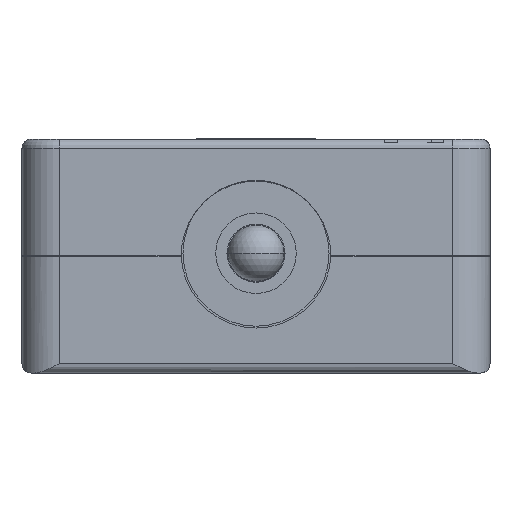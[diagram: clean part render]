
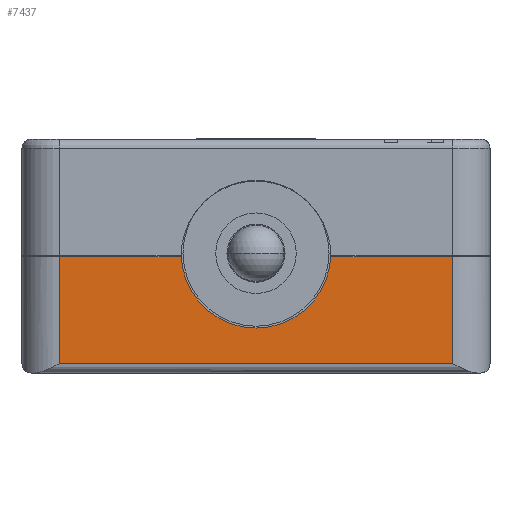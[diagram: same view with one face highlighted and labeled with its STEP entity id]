
A CAD part, front view. The second image highlights one B-rep face of the part: STEP entity #7437.
In plain terms, the highlighted face is planar.
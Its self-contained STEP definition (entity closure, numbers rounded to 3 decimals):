
#43 = PLANE ( 'NONE',  #4170 ) ;
#55 = DIRECTION ( 'NONE',  ( 0., 1., 0. ) ) ;
#86 = CARTESIAN_POINT ( 'NONE',  ( 10.5, 6.3, -34.8 ) ) ;
#179 = EDGE_CURVE ( 'NONE', #6315, #705, #391, .T. ) ;
#188 = FACE_OUTER_BOUND ( 'NONE', #2677, .T. ) ;
#236 = LINE ( 'NONE', #2513, #1581 ) ;
#334 = VERTEX_POINT ( 'NONE', #86 ) ;
#391 = LINE ( 'NONE', #6187, #6610 ) ;
#442 = CARTESIAN_POINT ( 'NONE',  ( 0., 6.4, -34.8 ) ) ;
#705 = VERTEX_POINT ( 'NONE', #1901 ) ;
#847 = EDGE_CURVE ( 'NONE', #7346, #7453, #2605, .T. ) ;
#1212 = LINE ( 'NONE', #4155, #5116 ) ;
#1230 = CARTESIAN_POINT ( 'NONE',  ( -12.5, 6.3, -34.8 ) ) ;
#1290 = VECTOR ( 'NONE', #6887, 1000. ) ;
#1581 = VECTOR ( 'NONE', #4833, 1000. ) ;
#1874 = DIRECTION ( 'NONE',  ( 0., 0., -1. ) ) ;
#1901 = CARTESIAN_POINT ( 'NONE',  ( -10.5, 0.5, -34.8 ) ) ;
#1965 = DIRECTION ( 'NONE',  ( 1., 0., 0. ) ) ;
#2161 = EDGE_CURVE ( 'NONE', #3189, #7453, #7074, .T. ) ;
#2268 = VECTOR ( 'NONE', #1965, 1000. ) ;
#2401 = CARTESIAN_POINT ( 'NONE',  ( -12.5, 0., -34.8 ) ) ;
#2513 = CARTESIAN_POINT ( 'NONE',  ( 10.5, 0.5, -34.8 ) ) ;
#2605 = LINE ( 'NONE', #5560, #2268 ) ;
#2637 = ORIENTED_EDGE ( 'NONE', *, *, #2161, .F. ) ;
#2677 = EDGE_LOOP ( 'NONE', ( #2851, #4566, #5371, #5091, #7164, #2637 ) ) ;
#2780 = DIRECTION ( 'NONE',  ( -1., 0., 0. ) ) ;
#2851 = ORIENTED_EDGE ( 'NONE', *, *, #6671, .T. ) ;
#2951 = LINE ( 'NONE', #1230, #1290 ) ;
#3189 = VERTEX_POINT ( 'NONE', #6788 ) ;
#3309 = EDGE_CURVE ( 'NONE', #705, #7346, #1212, .T. ) ;
#3583 = AXIS2_PLACEMENT_3D ( 'NONE', #442, #6173, #5049 ) ;
#4155 = CARTESIAN_POINT ( 'NONE',  ( -10.5, 0., -34.8 ) ) ;
#4170 = AXIS2_PLACEMENT_3D ( 'NONE', #2401, #1874, #2780 ) ;
#4180 = CARTESIAN_POINT ( 'NONE',  ( -3.999, 6.3, -34.8 ) ) ;
#4566 = ORIENTED_EDGE ( 'NONE', *, *, #5034, .T. ) ;
#4833 = DIRECTION ( 'NONE',  ( 0., -1., 0. ) ) ;
#5034 = EDGE_CURVE ( 'NONE', #334, #6315, #236, .T. ) ;
#5049 = DIRECTION ( 'NONE',  ( -1., 0., 0. ) ) ;
#5091 = ORIENTED_EDGE ( 'NONE', *, *, #3309, .T. ) ;
#5116 = VECTOR ( 'NONE', #55, 1000. ) ;
#5371 = ORIENTED_EDGE ( 'NONE', *, *, #179, .T. ) ;
#5560 = CARTESIAN_POINT ( 'NONE',  ( -12.5, 6.3, -34.8 ) ) ;
#5584 = DIRECTION ( 'NONE',  ( -1., 0., 0. ) ) ;
#5839 = CARTESIAN_POINT ( 'NONE',  ( -10.5, 6.3, -34.8 ) ) ;
#6104 = CARTESIAN_POINT ( 'NONE',  ( 10.5, 0.5, -34.8 ) ) ;
#6173 = DIRECTION ( 'NONE',  ( 0., 0., -1. ) ) ;
#6187 = CARTESIAN_POINT ( 'NONE',  ( -12.5, 0.5, -34.8 ) ) ;
#6315 = VERTEX_POINT ( 'NONE', #6104 ) ;
#6610 = VECTOR ( 'NONE', #5584, 1000. ) ;
#6671 = EDGE_CURVE ( 'NONE', #3189, #334, #2951, .T. ) ;
#6788 = CARTESIAN_POINT ( 'NONE',  ( 3.999, 6.3, -34.8 ) ) ;
#6887 = DIRECTION ( 'NONE',  ( 1., 0., 0. ) ) ;
#7074 = CIRCLE ( 'NONE', #3583, 4. ) ;
#7164 = ORIENTED_EDGE ( 'NONE', *, *, #847, .T. ) ;
#7346 = VERTEX_POINT ( 'NONE', #5839 ) ;
#7437 = ADVANCED_FACE ( 'NONE', ( #188 ), #43, .T. ) ;
#7453 = VERTEX_POINT ( 'NONE', #4180 ) ;
